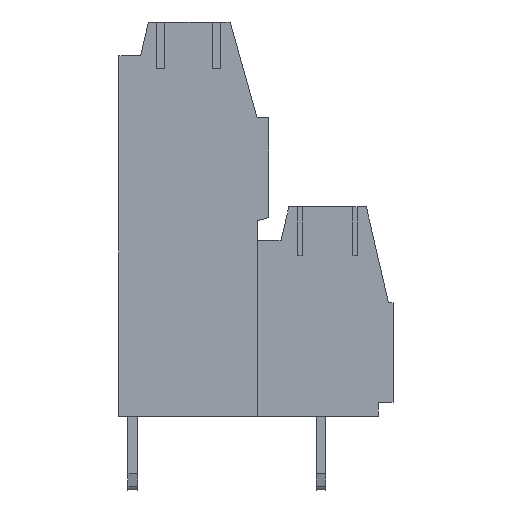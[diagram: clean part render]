
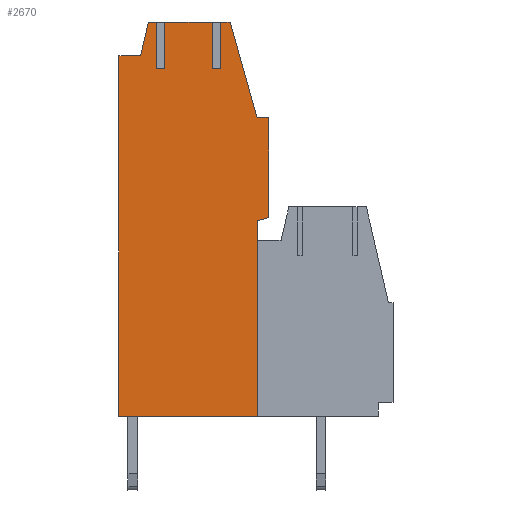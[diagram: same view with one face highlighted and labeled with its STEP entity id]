
A CAD part, left-side view. The second image highlights one B-rep face of the part: STEP entity #2670.
In plain terms, the highlighted planar face has unit normal (-1, 0, 0).
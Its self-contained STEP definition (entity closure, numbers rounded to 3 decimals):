
#2610=AXIS2_PLACEMENT_3D('Plane Axis2P3D',#2607,#2608,#2609) ;
#697=CARTESIAN_POINT('Vertex',(0.,8.3,4.5)) ;
#700=CARTESIAN_POINT('Line Origine',(0.,12.525,4.5)) ;
#704=CARTESIAN_POINT('Vertex',(0.,16.75,4.5)) ;
#1284=CARTESIAN_POINT('Line Origine',(0.,16.75,15.525)) ;
#1288=CARTESIAN_POINT('Vertex',(0.,16.75,26.55)) ;
#1408=CARTESIAN_POINT('Vertex',(0.,8.3,16.45)) ;
#1411=CARTESIAN_POINT('Line Origine',(0.,8.3,10.475)) ;
#1572=CARTESIAN_POINT('Vertex',(0.,14.95,28.6)) ;
#1575=CARTESIAN_POINT('Line Origine',(0.,14.7,28.6)) ;
#1579=CARTESIAN_POINT('Vertex',(0.,14.45,28.6)) ;
#1628=CARTESIAN_POINT('Vertex',(0.,13.95,28.6)) ;
#1631=CARTESIAN_POINT('Line Origine',(0.,12.5,28.6)) ;
#1635=CARTESIAN_POINT('Vertex',(0.,11.05,28.6)) ;
#1684=CARTESIAN_POINT('Vertex',(0.,10.55,28.6)) ;
#1687=CARTESIAN_POINT('Line Origine',(0.,10.25,28.6)) ;
#1691=CARTESIAN_POINT('Vertex',(0.,9.95,28.6)) ;
#1877=CARTESIAN_POINT('Line Origine',(0.,9.131,25.675)) ;
#1881=CARTESIAN_POINT('Vertex',(0.,8.311,22.75)) ;
#1901=CARTESIAN_POINT('Line Origine',(0.,7.956,22.75)) ;
#1905=CARTESIAN_POINT('Vertex',(0.,7.6,22.75)) ;
#1925=CARTESIAN_POINT('Line Origine',(0.,7.6,19.7)) ;
#1929=CARTESIAN_POINT('Vertex',(0.,7.6,16.65)) ;
#2051=CARTESIAN_POINT('Line Origine',(0.,7.95,16.55)) ;
#2068=CARTESIAN_POINT('Line Origine',(0.,16.088,26.55)) ;
#2072=CARTESIAN_POINT('Vertex',(0.,15.425,26.55)) ;
#2092=CARTESIAN_POINT('Line Origine',(0.,15.188,27.575)) ;
#2607=CARTESIAN_POINT('Axis2P3D Location',(0.,7.6,1.3)) ;
#2612=CARTESIAN_POINT('Line Origine',(0.,13.95,27.175)) ;
#2616=CARTESIAN_POINT('Vertex',(0.,13.95,25.75)) ;
#2619=CARTESIAN_POINT('Line Origine',(0.,14.2,25.75)) ;
#2623=CARTESIAN_POINT('Vertex',(0.,14.45,25.75)) ;
#2626=CARTESIAN_POINT('Line Origine',(0.,14.45,27.175)) ;
#2631=CARTESIAN_POINT('Line Origine',(0.,10.55,27.175)) ;
#2635=CARTESIAN_POINT('Vertex',(0.,10.55,25.75)) ;
#2638=CARTESIAN_POINT('Line Origine',(0.,10.8,25.75)) ;
#2642=CARTESIAN_POINT('Vertex',(0.,11.05,25.75)) ;
#2645=CARTESIAN_POINT('Line Origine',(0.,11.05,27.175)) ;
#701=DIRECTION('Vector Direction',(0.,1.,0.)) ;
#1285=DIRECTION('Vector Direction',(0.,0.,1.)) ;
#1412=DIRECTION('Vector Direction',(0.,0.,-1.)) ;
#1576=DIRECTION('Vector Direction',(0.,-1.,0.)) ;
#1632=DIRECTION('Vector Direction',(0.,-1.,0.)) ;
#1688=DIRECTION('Vector Direction',(0.,-1.,0.)) ;
#1878=DIRECTION('Vector Direction',(0.,-0.27,-0.963)) ;
#1902=DIRECTION('Vector Direction',(0.,-1.,0.)) ;
#1926=DIRECTION('Vector Direction',(0.,0.,-1.)) ;
#2052=DIRECTION('Vector Direction',(0.,0.962,-0.275)) ;
#2069=DIRECTION('Vector Direction',(0.,-1.,0.)) ;
#2093=DIRECTION('Vector Direction',(0.,-0.226,0.974)) ;
#2608=DIRECTION('Axis2P3D Direction',(-1.,0.,0.)) ;
#2609=DIRECTION('Axis2P3D XDirection',(0.,0.,1.)) ;
#2613=DIRECTION('Vector Direction',(0.,0.,1.)) ;
#2620=DIRECTION('Vector Direction',(0.,-1.,0.)) ;
#2627=DIRECTION('Vector Direction',(0.,0.,1.)) ;
#2632=DIRECTION('Vector Direction',(0.,0.,1.)) ;
#2639=DIRECTION('Vector Direction',(0.,-1.,0.)) ;
#2646=DIRECTION('Vector Direction',(0.,0.,1.)) ;
#702=VECTOR('Line Direction',#701,1.) ;
#1286=VECTOR('Line Direction',#1285,1.) ;
#1413=VECTOR('Line Direction',#1412,1.) ;
#1577=VECTOR('Line Direction',#1576,1.) ;
#1633=VECTOR('Line Direction',#1632,1.) ;
#1689=VECTOR('Line Direction',#1688,1.) ;
#1879=VECTOR('Line Direction',#1878,1.) ;
#1903=VECTOR('Line Direction',#1902,1.) ;
#1927=VECTOR('Line Direction',#1926,1.) ;
#2053=VECTOR('Line Direction',#2052,1.) ;
#2070=VECTOR('Line Direction',#2069,1.) ;
#2094=VECTOR('Line Direction',#2093,1.) ;
#2614=VECTOR('Line Direction',#2613,1.) ;
#2621=VECTOR('Line Direction',#2620,1.) ;
#2628=VECTOR('Line Direction',#2627,1.) ;
#2633=VECTOR('Line Direction',#2632,1.) ;
#2640=VECTOR('Line Direction',#2639,1.) ;
#2647=VECTOR('Line Direction',#2646,1.) ;
#2651=ORIENTED_EDGE('',*,*,#1637,.T.) ;
#2652=ORIENTED_EDGE('',*,*,#2618,.F.) ;
#2653=ORIENTED_EDGE('',*,*,#2625,.F.) ;
#2654=ORIENTED_EDGE('',*,*,#2630,.T.) ;
#2655=ORIENTED_EDGE('',*,*,#1581,.T.) ;
#2656=ORIENTED_EDGE('',*,*,#2096,.T.) ;
#2657=ORIENTED_EDGE('',*,*,#2074,.T.) ;
#2658=ORIENTED_EDGE('',*,*,#1290,.T.) ;
#2659=ORIENTED_EDGE('',*,*,#706,.T.) ;
#2660=ORIENTED_EDGE('',*,*,#1415,.T.) ;
#2661=ORIENTED_EDGE('',*,*,#2055,.T.) ;
#2662=ORIENTED_EDGE('',*,*,#1931,.T.) ;
#2663=ORIENTED_EDGE('',*,*,#1907,.T.) ;
#2664=ORIENTED_EDGE('',*,*,#1883,.T.) ;
#2665=ORIENTED_EDGE('',*,*,#1693,.T.) ;
#2666=ORIENTED_EDGE('',*,*,#2637,.F.) ;
#2667=ORIENTED_EDGE('',*,*,#2644,.F.) ;
#2668=ORIENTED_EDGE('',*,*,#2649,.T.) ;
#2670=ADVANCED_FACE('Hauptk\X2\00F6\X0\rper',(#2669),#2611,.T.) ;
#706=EDGE_CURVE('',#705,#698,#703,.F.) ;
#1290=EDGE_CURVE('',#1289,#705,#1287,.F.) ;
#1415=EDGE_CURVE('',#698,#1409,#1414,.F.) ;
#1581=EDGE_CURVE('',#1580,#1573,#1578,.F.) ;
#1637=EDGE_CURVE('',#1636,#1629,#1634,.F.) ;
#1693=EDGE_CURVE('',#1692,#1685,#1690,.F.) ;
#1883=EDGE_CURVE('',#1882,#1692,#1880,.F.) ;
#1907=EDGE_CURVE('',#1906,#1882,#1904,.F.) ;
#1931=EDGE_CURVE('',#1930,#1906,#1928,.F.) ;
#2055=EDGE_CURVE('',#1409,#1930,#2054,.F.) ;
#2074=EDGE_CURVE('',#2073,#1289,#2071,.F.) ;
#2096=EDGE_CURVE('',#1573,#2073,#2095,.F.) ;
#2618=EDGE_CURVE('',#2617,#1629,#2615,.T.) ;
#2625=EDGE_CURVE('',#2624,#2617,#2622,.T.) ;
#2630=EDGE_CURVE('',#2624,#1580,#2629,.T.) ;
#2637=EDGE_CURVE('',#2636,#1685,#2634,.T.) ;
#2644=EDGE_CURVE('',#2643,#2636,#2641,.T.) ;
#2649=EDGE_CURVE('',#2643,#1636,#2648,.T.) ;
#2650=EDGE_LOOP('',(#2651,#2652,#2653,#2654,#2655,#2656,#2657,#2658,#2659,#2660,#2661,#2662,#2663,#2664,#2665,#2666,#2667,#2668)) ;
#2669=FACE_OUTER_BOUND('',#2650,.T.) ;
#703=LINE('Line',#700,#702) ;
#1287=LINE('Line',#1284,#1286) ;
#1414=LINE('Line',#1411,#1413) ;
#1578=LINE('Line',#1575,#1577) ;
#1634=LINE('Line',#1631,#1633) ;
#1690=LINE('Line',#1687,#1689) ;
#1880=LINE('Line',#1877,#1879) ;
#1904=LINE('Line',#1901,#1903) ;
#1928=LINE('Line',#1925,#1927) ;
#2054=LINE('Line',#2051,#2053) ;
#2071=LINE('Line',#2068,#2070) ;
#2095=LINE('Line',#2092,#2094) ;
#2615=LINE('Line',#2612,#2614) ;
#2622=LINE('Line',#2619,#2621) ;
#2629=LINE('Line',#2626,#2628) ;
#2634=LINE('Line',#2631,#2633) ;
#2641=LINE('Line',#2638,#2640) ;
#2648=LINE('Line',#2645,#2647) ;
#2611=PLANE('',#2610) ;
#698=VERTEX_POINT('',#697) ;
#705=VERTEX_POINT('',#704) ;
#1289=VERTEX_POINT('',#1288) ;
#1409=VERTEX_POINT('',#1408) ;
#1573=VERTEX_POINT('',#1572) ;
#1580=VERTEX_POINT('',#1579) ;
#1629=VERTEX_POINT('',#1628) ;
#1636=VERTEX_POINT('',#1635) ;
#1685=VERTEX_POINT('',#1684) ;
#1692=VERTEX_POINT('',#1691) ;
#1882=VERTEX_POINT('',#1881) ;
#1906=VERTEX_POINT('',#1905) ;
#1930=VERTEX_POINT('',#1929) ;
#2073=VERTEX_POINT('',#2072) ;
#2617=VERTEX_POINT('',#2616) ;
#2624=VERTEX_POINT('',#2623) ;
#2636=VERTEX_POINT('',#2635) ;
#2643=VERTEX_POINT('',#2642) ;
